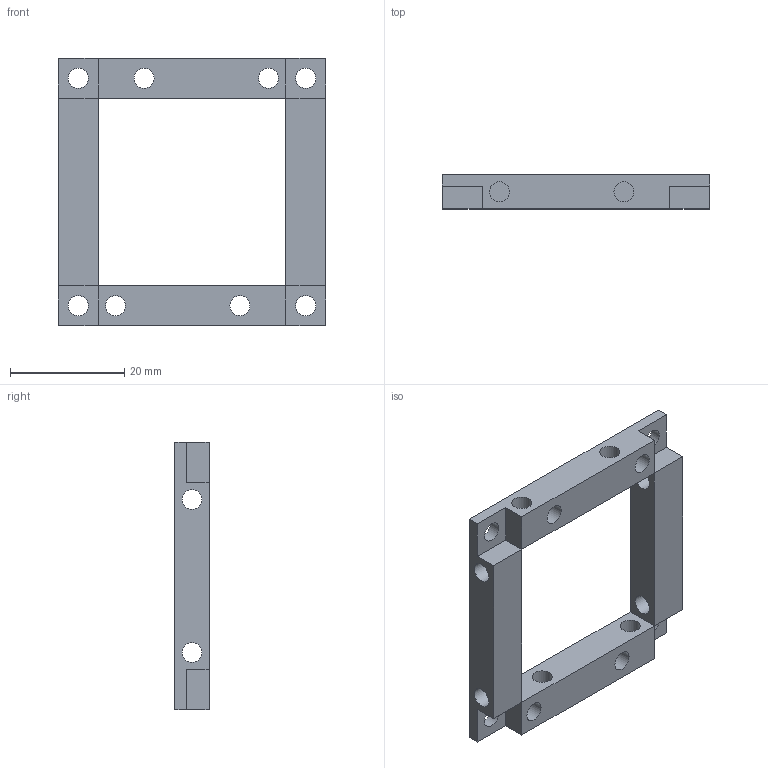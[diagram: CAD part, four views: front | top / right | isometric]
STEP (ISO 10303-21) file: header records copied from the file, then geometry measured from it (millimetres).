
FILE_DESCRIPTION(/* description */ (''),/* implementation_level */ '2;1');
FILE_NAME(/* name */ 'rails_Y+.step',/* time_stamp */ '2022-08-26T13:00:10-04:00',/* author */ (''),/* organization */ (''),/* preprocessor_version */ 'ST-DEVELOPER v19',/* originating_system */ 'Autodesk Translation Framework v11.7.0.108',/* authorisation */ '');
FILE_SCHEMA (('AUTOMOTIVE_DESIGN { 1 0 10303 214 3 1 1 }'));
Length unit declared in the file: millimetre
Products named in the file (1): FusionComponent
Bounding box: 46.8 x 6 x 46.8 mm (x, y, z)
Volume: 5055.7 mm3; surface area: 4798.9 mm2
Topology: 1 solids, 1 shells, 41 faces, 112 edges, 68 vertices
Faces by surface type: plane 25, cylinder 16
Full cylindrical faces by diameter (mm): 3.5 x16
Entity records: 1387 total; most frequent: DIRECTION 228, ORIENTED_EDGE 224, CARTESIAN_POINT 222, EDGE_CURVE 112, LINE 80, VECTOR 80, EDGE_LOOP 74, AXIS2_PLACEMENT_3D 74
